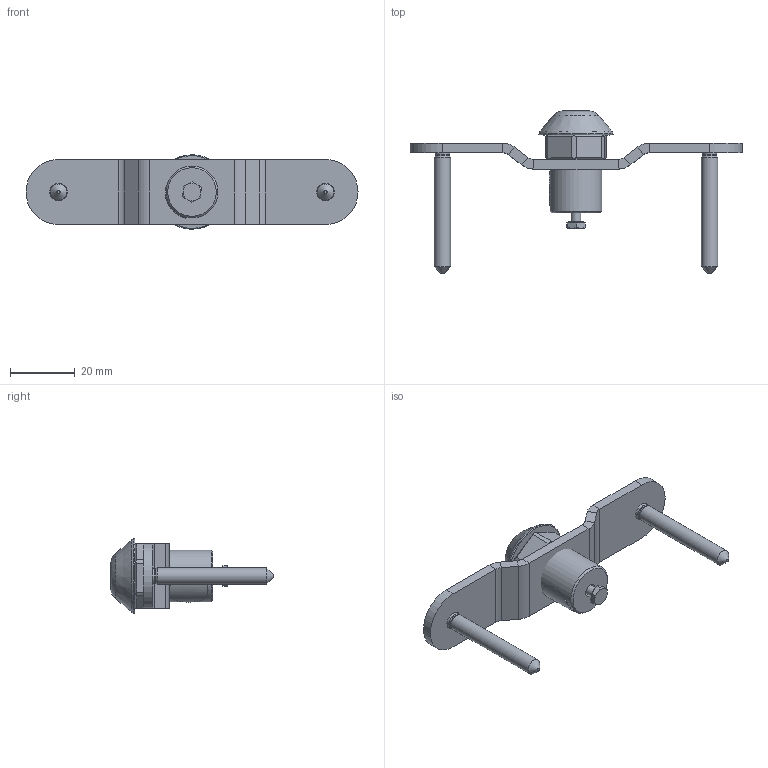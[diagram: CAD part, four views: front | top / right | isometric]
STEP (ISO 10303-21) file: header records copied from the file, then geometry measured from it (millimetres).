
FILE_DESCRIPTION(/* description */ ('clipsage OPENTEC FW75 >50Kg'),/* implementation_level */ '2;1');
FILE_NAME(/* name */ '9143.stp',/* time_stamp */ '2019-08-05T09:46:56+02:00',/* author */ ('DOMINIQUE'),/* organization */ (''),/* preprocessor_version */ 'ST-DEVELOPER v17.2',/* originating_system */ 'Autodesk Inventor 2019',/* authorisation */ '');
FILE_SCHEMA (('AUTOMOTIVE_DESIGN { 1 0 10303 214 3 1 1 }'));
Length unit declared in the file: millimetre
Products named in the file (8): 9143; 23227; 23230; 23229; 04696; 23228; 24261; 06117
Assembly tree (8 placements, depth 2):
  9143
    23227
    23230
    23229
    04696
    23228
    24261
    06117  x2
Bounding box: 102.25 x 50.13 x 22.93 mm (x, y, z)
Volume: 13649.8 mm3; surface area: 11794.6 mm2
Topology: 8 solids, 8 shells, 294 faces, 764 edges, 492 vertices
Faces by surface type: plane 176, cone 52, cylinder 42, torus 21, bspline 3
Full cylindrical faces by diameter (mm): 2.459 x1, 3 x1, 4 x2, 4.509 x2, 4.6 x1, 5 x2, 5.5 x2, 7 x1, 9.3 x2, 9.95 x1, 10 x1, 14 x1, 14.376 x1, 16 x1
Entity records: 10153 total; most frequent: CARTESIAN_POINT 3401, DIRECTION 1382, ORIENTED_EDGE 1350, EDGE_CURVE 675, AXIS2_PLACEMENT_3D 511, VERTEX_POINT 433, LINE 360, VECTOR 360
